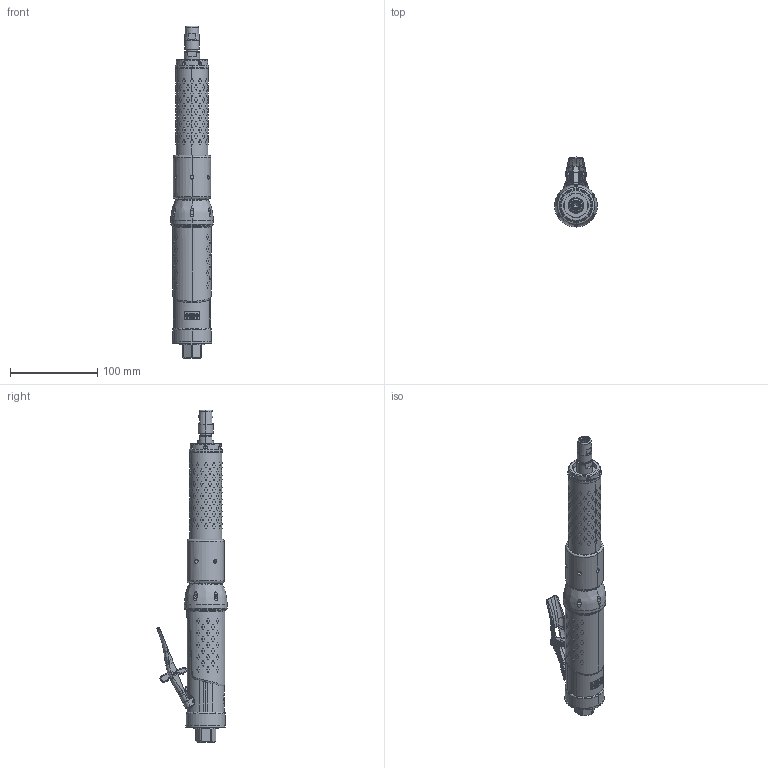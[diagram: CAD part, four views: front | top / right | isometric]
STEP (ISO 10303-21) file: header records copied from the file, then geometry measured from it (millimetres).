
FILE_DESCRIPTION((''),'2;1');
FILE_NAME('EXT_COMP_SW0019','2019-09-18T15:06:22',('INEextrab'),(''),'CREO PARAMETRIC BY PTC INC, 2018100','CREO PARAMETRIC BY PTC INC, 2018100','');
FILE_SCHEMA(('CONFIG_CONTROL_DESIGN'));
Products named in the file (1): EXT_COMP_SW0019
Bounding box: 49 x 80.57 x 381.39 mm (x, y, z)
Volume: 449852.2 mm3; surface area: 83780.6 mm2
Topology: 2 solids, 15 shells, 3544 faces, 8583 edges, 5260 vertices
Faces by surface type: bspline 1276, plane 1012, cylinder 731, cone 301, extrusion 122, torus 94, sphere 8
Entity records: 176897 total; most frequent: CARTESIAN_POINT 107759, ORIENTED_EDGE 17150, DIRECTION 8852, EDGE_CURVE 8575, VERTEX_POINT 5260, B_SPLINE_CURVE_WITH_KNOTS 5063, EDGE_LOOP 3797, FACE_OUTER_BOUND 3544
